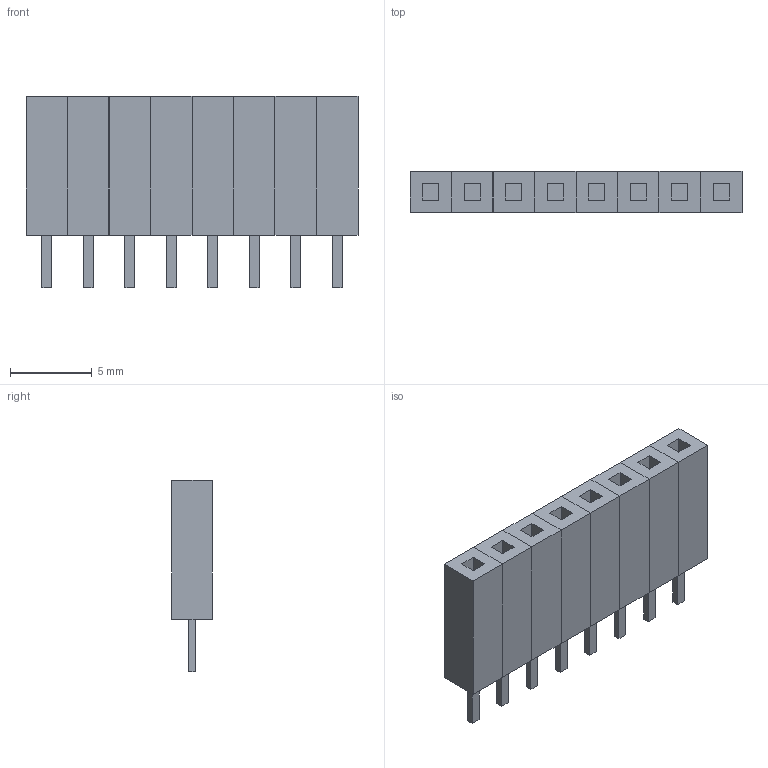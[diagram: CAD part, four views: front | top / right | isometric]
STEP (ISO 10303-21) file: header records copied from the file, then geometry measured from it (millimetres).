
FILE_DESCRIPTION(('STEP AP214'),'1');
FILE_NAME('FH01-08SS.stp','2020-01-01T00:18:14',(' '),(' '),'Spatial InterOp 3D',' ',' ');
FILE_SCHEMA(('AUTOMOTIVE_DESIGN { 1 0 10303 214 1 1 1 1 }'));
Length unit declared in the file: millimetre
Products named in the file (3): FH01-40SS; Part1; Part3
Assembly tree (16 placements, depth 2):
  FH01-40SS
    Part1  x8
    Part3  x8
Bounding box: 20.32 x 2.5 x 11.7 mm (x, y, z)
Volume: 381.9 mm3; surface area: 1066.1 mm2
Topology: 16 solids, 16 shells, 136 faces, 288 edges, 192 vertices
Faces by surface type: plane 136
Entity records: 762 total; most frequent: DIRECTION 104, CARTESIAN_POINT 94, ORIENTED_EDGE 72, EDGE_CURVE 36, LINE 36, VECTOR 36, AXIS2_PLACEMENT_3D 34, VERTEX_POINT 24
